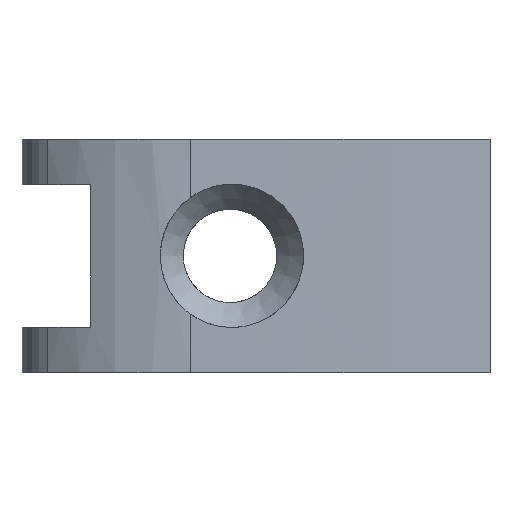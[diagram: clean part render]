
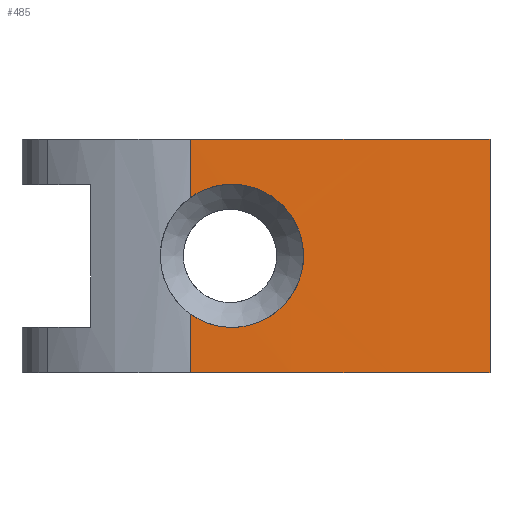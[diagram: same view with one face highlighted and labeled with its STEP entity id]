
A CAD part, top view. The second image highlights one B-rep face of the part: STEP entity #485.
In plain terms, the highlighted cylindrical face has radius 165.1 mm (diameter 330.2 mm), a partial arc.
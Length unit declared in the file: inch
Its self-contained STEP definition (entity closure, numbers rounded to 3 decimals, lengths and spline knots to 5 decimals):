
#17=B_SPLINE_CURVE_WITH_KNOTS('',3,(#758,#759,#760,#761,#762,#763,#764,
#765,#766,#767,#768,#769,#770,#771,#772,#773,#774,#775,#776,#777,#778,#779,
#780,#781,#782,#783,#784),.UNSPECIFIED.,.F.,.F.,(4,2,2,2,2,2,3,2,2,2,2,
2,4),(1.53299,1.61608,1.76301,1.91005,
2.05709,2.20397,2.35084,2.49771,2.64458,
2.79162,2.93866,3.0856,3.16868),
 .UNSPECIFIED.);
#22=CIRCLE('',#526,6.5);
#23=CIRCLE('',#527,6.5);
#46=CYLINDRICAL_SURFACE('',#525,6.5);
#66=FACE_OUTER_BOUND('',#93,.T.);
#93=EDGE_LOOP('',(#342,#343,#344,#345,#346,#347));
#135=LINE('',#750,#177);
#137=LINE('',#756,#179);
#138=LINE('',#786,#180);
#177=VECTOR('',#593,0.3937);
#179=VECTOR('',#599,0.3937);
#180=VECTOR('',#600,0.3937);
#218=VERTEX_POINT('',#747);
#219=VERTEX_POINT('',#749);
#220=VERTEX_POINT('',#753);
#221=VERTEX_POINT('',#755);
#222=VERTEX_POINT('',#757);
#223=VERTEX_POINT('',#785);
#267=EDGE_CURVE('',#219,#218,#135,.T.);
#269=EDGE_CURVE('',#218,#220,#22,.T.);
#270=EDGE_CURVE('',#220,#221,#137,.T.);
#271=EDGE_CURVE('',#221,#222,#17,.F.);
#272=EDGE_CURVE('',#222,#223,#138,.T.);
#273=EDGE_CURVE('',#219,#223,#23,.T.);
#342=ORIENTED_EDGE('',*,*,#267,.T.);
#343=ORIENTED_EDGE('',*,*,#269,.T.);
#344=ORIENTED_EDGE('',*,*,#270,.T.);
#345=ORIENTED_EDGE('',*,*,#271,.T.);
#346=ORIENTED_EDGE('',*,*,#272,.T.);
#347=ORIENTED_EDGE('',*,*,#273,.F.);
#485=ADVANCED_FACE('',(#66),#46,.T.);
#525=AXIS2_PLACEMENT_3D('',#752,#595,#596);
#526=AXIS2_PLACEMENT_3D('',#754,#597,#598);
#527=AXIS2_PLACEMENT_3D('',#787,#601,#602);
#593=DIRECTION('',(0.,1.,0.));
#595=DIRECTION('center_axis',(0.,-1.,0.));
#596=DIRECTION('ref_axis',(0.146,0.,0.989));
#597=DIRECTION('center_axis',(0.,-1.,0.));
#598=DIRECTION('ref_axis',(0.146,0.,0.989));
#599=DIRECTION('',(0.,-1.,0.));
#600=DIRECTION('',(0.,-1.,0.));
#601=DIRECTION('center_axis',(0.,-1.,0.));
#602=DIRECTION('ref_axis',(0.146,0.,0.989));
#747=CARTESIAN_POINT('',(0.853,1.5,0.32004));
#749=CARTESIAN_POINT('',(0.853,1.,0.32004));
#750=CARTESIAN_POINT('',(0.853,1.3,0.32004));
#752=CARTESIAN_POINT('Origin',(0.04834,1.3,-6.12996));
#753=CARTESIAN_POINT('',(0.2111,1.5,0.368));
#754=CARTESIAN_POINT('Origin',(0.04834,1.5,-6.12996));
#755=CARTESIAN_POINT('',(0.2111,1.37513,0.368));
#756=CARTESIAN_POINT('',(0.2111,1.1,0.368));
#757=CARTESIAN_POINT('',(0.2111,1.12487,0.368));
#758=CARTESIAN_POINT('Ctrl Pts',(0.2111,1.12487,0.368));
#759=CARTESIAN_POINT('Ctrl Pts',(0.22037,1.11828,0.36777));
#760=CARTESIAN_POINT('Ctrl Pts',(0.23057,1.11261,0.3675));
#761=CARTESIAN_POINT('Ctrl Pts',(0.26017,1.10035,0.36662));
#762=CARTESIAN_POINT('Ctrl Pts',(0.28073,1.0965,0.36592));
#763=CARTESIAN_POINT('Ctrl Pts',(0.31928,1.0965,0.36442));
#764=CARTESIAN_POINT('Ctrl Pts',(0.33985,1.10035,0.36353));
#765=CARTESIAN_POINT('Ctrl Pts',(0.37767,1.11603,0.36172));
#766=CARTESIAN_POINT('Ctrl Pts',(0.39494,1.12785,0.36081));
#767=CARTESIAN_POINT('Ctrl Pts',(0.42218,1.15511,0.3593));
#768=CARTESIAN_POINT('Ctrl Pts',(0.43399,1.17236,0.3586));
#769=CARTESIAN_POINT('Ctrl Pts',(0.44965,1.21017,0.35765));
#770=CARTESIAN_POINT('Ctrl Pts',(0.4535,1.23073,0.3574));
#771=CARTESIAN_POINT('Ctrl Pts',(0.4535,1.25,0.3574));
#772=CARTESIAN_POINT('Ctrl Pts',(0.4535,1.26927,0.3574));
#773=CARTESIAN_POINT('Ctrl Pts',(0.44965,1.28983,0.35765));
#774=CARTESIAN_POINT('Ctrl Pts',(0.43399,1.32764,0.3586));
#775=CARTESIAN_POINT('Ctrl Pts',(0.42218,1.34489,0.3593));
#776=CARTESIAN_POINT('Ctrl Pts',(0.39494,1.37215,0.36081));
#777=CARTESIAN_POINT('Ctrl Pts',(0.37767,1.38397,0.36172));
#778=CARTESIAN_POINT('Ctrl Pts',(0.33985,1.39965,0.36353));
#779=CARTESIAN_POINT('Ctrl Pts',(0.31928,1.4035,0.36442));
#780=CARTESIAN_POINT('Ctrl Pts',(0.28073,1.4035,0.36592));
#781=CARTESIAN_POINT('Ctrl Pts',(0.26017,1.39965,0.36662));
#782=CARTESIAN_POINT('Ctrl Pts',(0.23057,1.38739,0.3675));
#783=CARTESIAN_POINT('Ctrl Pts',(0.22037,1.38172,0.36777));
#784=CARTESIAN_POINT('Ctrl Pts',(0.2111,1.37513,0.368));
#785=CARTESIAN_POINT('',(0.2111,1.,0.368));
#786=CARTESIAN_POINT('',(0.2111,1.1,0.368));
#787=CARTESIAN_POINT('Origin',(0.04834,1.,-6.12996));
